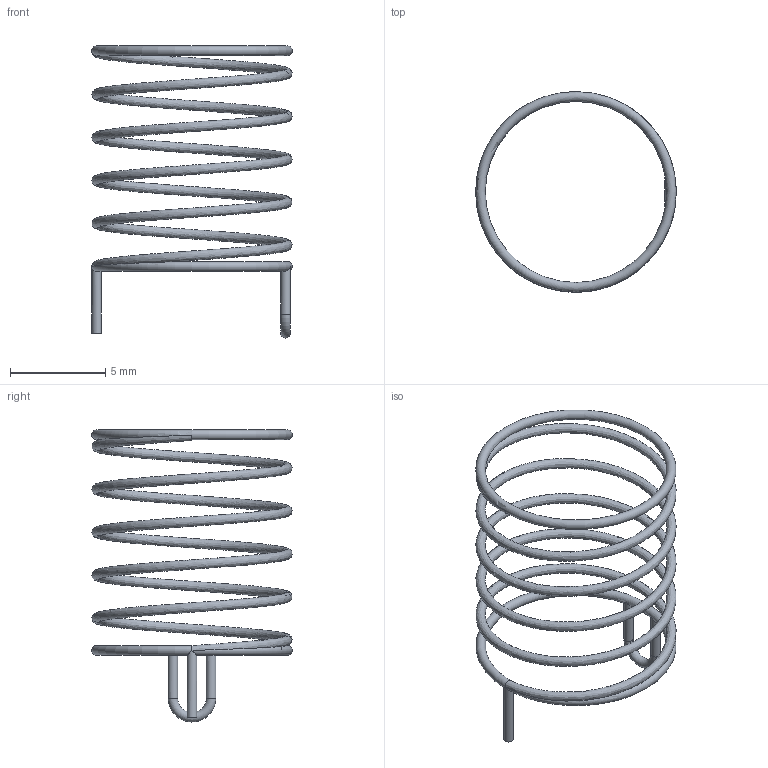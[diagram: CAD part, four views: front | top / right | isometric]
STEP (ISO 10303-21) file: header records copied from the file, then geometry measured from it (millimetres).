
FILE_DESCRIPTION(/* description */ (''),/* implementation_level */ '2;1');
FILE_NAME(/* name */ 'spring-3d-model v2.step',/* time_stamp */ '2021-05-20T04:22:20+02:00',/* author */ (''),/* organization */ (''),/* preprocessor_version */ 'ST-DEVELOPER v18.1',/* originating_system */ 'Autodesk Translation Framework v10.6.0.1341',/* authorisation */ '');
FILE_SCHEMA (('AUTOMOTIVE_DESIGN { 1 0 10303 214 3 1 1 }'));
Length unit declared in the file: millimetre
Products named in the file (1): spring-3d-model
Bounding box: 10.5 x 10.5 x 15.3 mm (x, y, z)
Volume: 45 mm3; surface area: 349.6 mm2
Topology: 1 solids, 1 shells, 11 faces, 30 edges, 17 vertices
Faces by surface type: plane 4, torus 3, cylinder 3, bspline 1
Full cylindrical faces by diameter (mm): 0.5 x3
Entity records: 1481 total; most frequent: CARTESIAN_POINT 1166, DIRECTION 61, ORIENTED_EDGE 60, EDGE_CURVE 30, AXIS2_PLACEMENT_3D 29, CIRCLE 18, VERTEX_POINT 17, EDGE_LOOP 13
